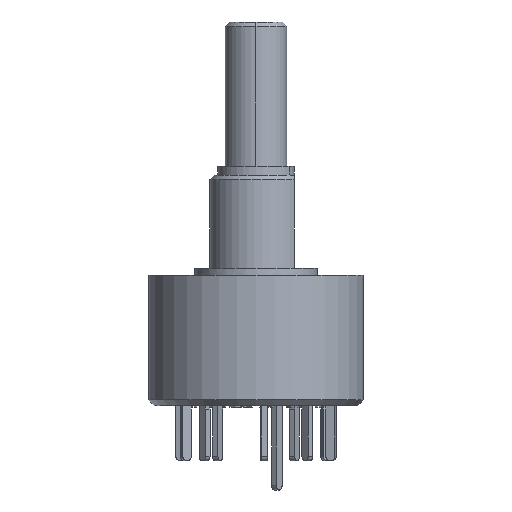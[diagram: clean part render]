
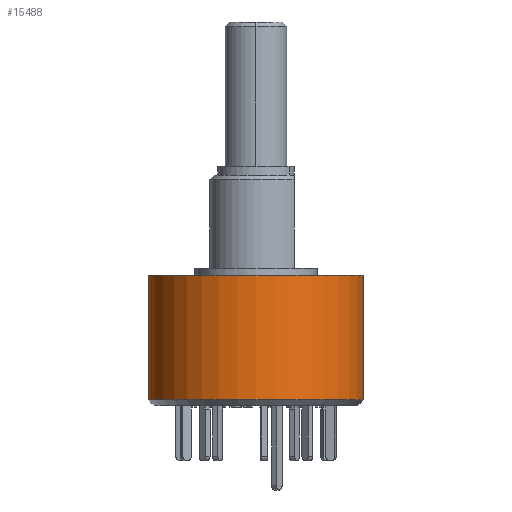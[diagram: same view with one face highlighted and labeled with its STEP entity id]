
A CAD part, left-side view. The second image highlights one B-rep face of the part: STEP entity #15488.
In plain terms, the highlighted cylindrical face has radius 7 mm (diameter 14 mm), a partial arc.
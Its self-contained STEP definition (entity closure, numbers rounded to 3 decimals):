
#115 = CARTESIAN_POINT ( 'NONE',  ( 0., -7., -0.45 ) ) ;
#941 = CARTESIAN_POINT ( 'NONE',  ( 0., 7., -0.45 ) ) ;
#1319 = DIRECTION ( 'NONE',  ( 0., -1., 0. ) ) ;
#1622 = CIRCLE ( 'NONE', #13080, 7. ) ;
#1781 = LINE ( 'NONE', #7129, #15155 ) ;
#1817 = DIRECTION ( 'NONE',  ( 0., 1., 0. ) ) ;
#1828 = EDGE_CURVE ( 'NONE', #12677, #2796, #1622, .T. ) ;
#2796 = VERTEX_POINT ( 'NONE', #115 ) ;
#2859 = ORIENTED_EDGE ( 'NONE', *, *, #7417, .T. ) ;
#3463 = ORIENTED_EDGE ( 'NONE', *, *, #12814, .F. ) ;
#3773 = CYLINDRICAL_SURFACE ( 'NONE', #14089, 7. ) ;
#3911 = DIRECTION ( 'NONE',  ( 0., 0., 1. ) ) ;
#4166 = FACE_OUTER_BOUND ( 'NONE', #6410, .T. ) ;
#4516 = DIRECTION ( 'NONE',  ( 0., 0., -1. ) ) ;
#5110 = CARTESIAN_POINT ( 'NONE',  ( 0., 0., -0.45 ) ) ;
#5259 = DIRECTION ( 'NONE',  ( 0., -1., 0. ) ) ;
#5276 = DIRECTION ( 'NONE',  ( 0., 0., 1. ) ) ;
#5796 = CARTESIAN_POINT ( 'NONE',  ( 0., -7., -8.574 ) ) ;
#6410 = EDGE_LOOP ( 'NONE', ( #3463, #11944, #2859, #6958 ) ) ;
#6958 = ORIENTED_EDGE ( 'NONE', *, *, #15030, .T. ) ;
#7129 = CARTESIAN_POINT ( 'NONE',  ( 0., -7., -0.45 ) ) ;
#7417 = EDGE_CURVE ( 'NONE', #12677, #14917, #9724, .T. ) ;
#8052 = CARTESIAN_POINT ( 'NONE',  ( 0., 7., -0.45 ) ) ;
#9724 = LINE ( 'NONE', #941, #12812 ) ;
#11944 = ORIENTED_EDGE ( 'NONE', *, *, #1828, .F. ) ;
#12187 = VERTEX_POINT ( 'NONE', #5796 ) ;
#12444 = CARTESIAN_POINT ( 'NONE',  ( 0., 7., -8.574 ) ) ;
#12583 = AXIS2_PLACEMENT_3D ( 'NONE', #15010, #5276, #1319 ) ;
#12677 = VERTEX_POINT ( 'NONE', #8052 ) ;
#12812 = VECTOR ( 'NONE', #13344, 1000. ) ;
#12814 = EDGE_CURVE ( 'NONE', #2796, #12187, #1781, .T. ) ;
#13080 = AXIS2_PLACEMENT_3D ( 'NONE', #5110, #3911, #5259 ) ;
#13344 = DIRECTION ( 'NONE',  ( 0., 0., -1. ) ) ;
#13408 = DIRECTION ( 'NONE',  ( 0., 0., -1. ) ) ;
#14089 = AXIS2_PLACEMENT_3D ( 'NONE', #14139, #4516, #1817 ) ;
#14139 = CARTESIAN_POINT ( 'NONE',  ( 0., 0., -0.45 ) ) ;
#14440 = CIRCLE ( 'NONE', #12583, 7. ) ;
#14917 = VERTEX_POINT ( 'NONE', #12444 ) ;
#15010 = CARTESIAN_POINT ( 'NONE',  ( 0., 0., -8.574 ) ) ;
#15030 = EDGE_CURVE ( 'NONE', #14917, #12187, #14440, .T. ) ;
#15155 = VECTOR ( 'NONE', #13408, 1000. ) ;
#15488 = ADVANCED_FACE ( 'NONE', ( #4166 ), #3773, .T. ) ;
